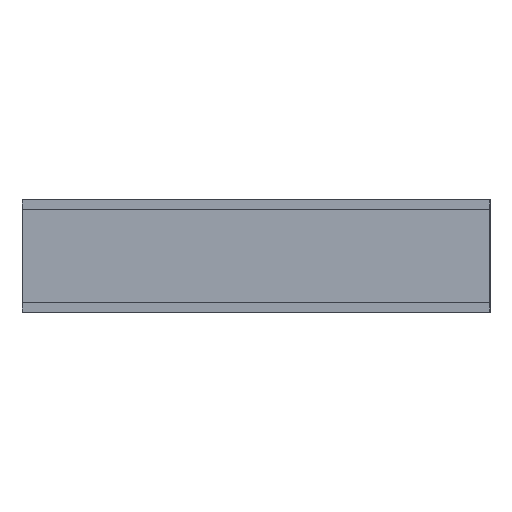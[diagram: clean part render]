
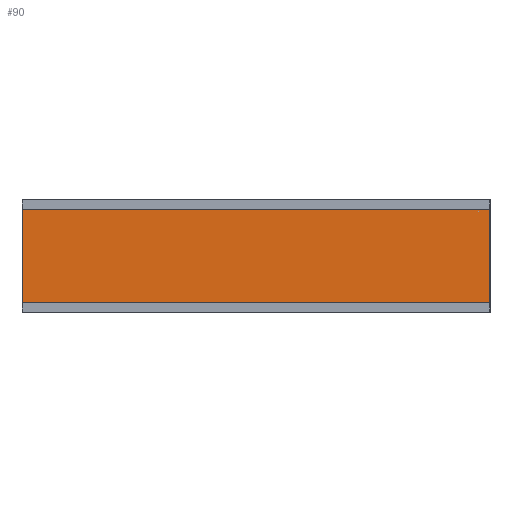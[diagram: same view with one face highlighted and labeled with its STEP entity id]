
A CAD part, left-side view. The second image highlights one B-rep face of the part: STEP entity #90.
In plain terms, the highlighted planar face has unit normal (-1, 0, 0).
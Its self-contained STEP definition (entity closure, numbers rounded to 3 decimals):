
#90 = ADVANCED_FACE( '', ( #179 ), #180, .F. );
#179 = FACE_OUTER_BOUND( '', #289, .T. );
#180 = PLANE( '', #290 );
#289 = EDGE_LOOP( '', ( #416, #417, #418, #419 ) );
#290 = AXIS2_PLACEMENT_3D( '', #420, #421, #422 );
#416 = ORIENTED_EDGE( '', *, *, #704, .T. );
#417 = ORIENTED_EDGE( '', *, *, #705, .F. );
#418 = ORIENTED_EDGE( '', *, *, #706, .F. );
#419 = ORIENTED_EDGE( '', *, *, #707, .T. );
#420 = CARTESIAN_POINT( '', ( -12.5, -2.5, 0.5 ) );
#421 = DIRECTION( '', ( 1., 0., 0. ) );
#422 = DIRECTION( '', ( 0., 0., -1. ) );
#704 = EDGE_CURVE( '', #851, #852, #853, .T. );
#705 = EDGE_CURVE( '', #854, #852, #855, .T. );
#706 = EDGE_CURVE( '', #856, #854, #857, .T. );
#707 = EDGE_CURVE( '', #856, #851, #858, .T. );
#851 = VERTEX_POINT( '', #1134 );
#852 = VERTEX_POINT( '', #1135 );
#853 = LINE( '', #1136, #1137 );
#854 = VERTEX_POINT( '', #1138 );
#855 = LINE( '', #1139, #1140 );
#856 = VERTEX_POINT( '', #1141 );
#857 = LINE( '', #1142, #1143 );
#858 = LINE( '', #1144, #1145 );
#1134 = CARTESIAN_POINT( '', ( -12.5, 2.5, 0.5 ) );
#1135 = CARTESIAN_POINT( '', ( -12.5, 2.5, -0.5 ) );
#1136 = CARTESIAN_POINT( '', ( -12.5, 2.5, 0.5 ) );
#1137 = VECTOR( '', #1364, 1000. );
#1138 = CARTESIAN_POINT( '', ( -12.5, -2.5, -0.5 ) );
#1139 = CARTESIAN_POINT( '', ( -12.5, -2.5, -0.5 ) );
#1140 = VECTOR( '', #1365, 1000. );
#1141 = CARTESIAN_POINT( '', ( -12.5, -2.5, 0.5 ) );
#1142 = CARTESIAN_POINT( '', ( -12.5, -2.5, 0.5 ) );
#1143 = VECTOR( '', #1366, 1000. );
#1144 = CARTESIAN_POINT( '', ( -12.5, -2.5, 0.5 ) );
#1145 = VECTOR( '', #1367, 1000. );
#1364 = DIRECTION( '', ( 0., 0., -1. ) );
#1365 = DIRECTION( '', ( 0., 1., 0. ) );
#1366 = DIRECTION( '', ( 0., 0., -1. ) );
#1367 = DIRECTION( '', ( 0., 1., 0. ) );
